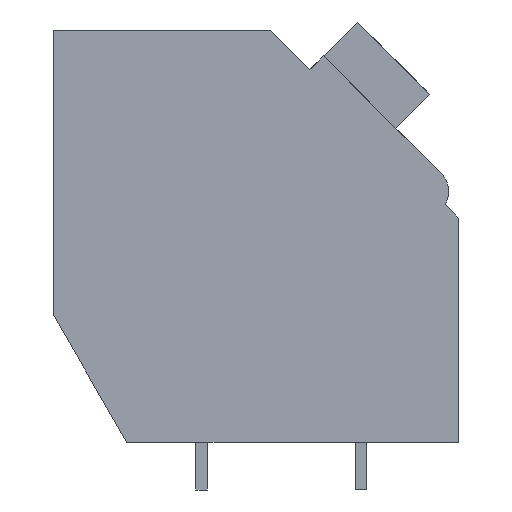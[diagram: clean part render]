
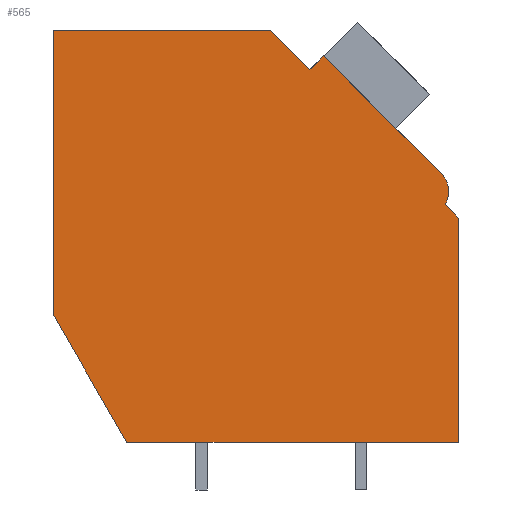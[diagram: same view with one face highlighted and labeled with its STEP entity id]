
A CAD part, left-side view. The second image highlights one B-rep face of the part: STEP entity #565.
In plain terms, the highlighted planar face has unit normal (-1, 0, 0).
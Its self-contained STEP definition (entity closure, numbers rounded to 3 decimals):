
#497=AXIS2_PLACEMENT_3D('Plane Axis2P3D',#494,#495,#496) ;
#508=AXIS2_PLACEMENT_3D('Circle Axis2P3D',#506,#507,$) ;
#49=CARTESIAN_POINT('Vertex',(0.,0.,1.5)) ;
#52=CARTESIAN_POINT('Line Origine',(0.,5.199,1.5)) ;
#56=CARTESIAN_POINT('Vertex',(0.,10.399,1.5)) ;
#135=CARTESIAN_POINT('Vertex',(0.,0.,8.518)) ;
#140=CARTESIAN_POINT('Line Origine',(0.,0.,5.009)) ;
#494=CARTESIAN_POINT('Axis2P3D Location',(0.,12.7,-2.)) ;
#499=CARTESIAN_POINT('Line Origine',(0.,0.212,8.731)) ;
#503=CARTESIAN_POINT('Vertex',(0.,0.424,8.943)) ;
#506=CARTESIAN_POINT('Axis2P3D Location',(0.,1.113,9.349)) ;
#510=CARTESIAN_POINT('Vertex',(0.,0.548,9.915)) ;
#513=CARTESIAN_POINT('Line Origine',(0.,2.391,11.758)) ;
#517=CARTESIAN_POINT('Vertex',(0.,4.234,13.601)) ;
#520=CARTESIAN_POINT('Line Origine',(0.,4.446,13.389)) ;
#524=CARTESIAN_POINT('Vertex',(0.,4.659,13.177)) ;
#527=CARTESIAN_POINT('Line Origine',(0.,5.27,13.788)) ;
#531=CARTESIAN_POINT('Vertex',(0.,5.882,14.4)) ;
#534=CARTESIAN_POINT('Line Origine',(0.,9.291,14.4)) ;
#538=CARTESIAN_POINT('Vertex',(0.,12.7,14.4)) ;
#541=CARTESIAN_POINT('Line Origine',(0.,12.7,9.943)) ;
#545=CARTESIAN_POINT('Vertex',(0.,12.7,5.485)) ;
#548=CARTESIAN_POINT('Line Origine',(0.,11.55,3.493)) ;
#53=DIRECTION('Vector Direction',(0.,-1.,0.)) ;
#141=DIRECTION('Vector Direction',(0.,0.,1.)) ;
#495=DIRECTION('Axis2P3D Direction',(-1.,0.,0.)) ;
#496=DIRECTION('Axis2P3D XDirection',(0.,-1.,0.)) ;
#500=DIRECTION('Vector Direction',(0.,0.707,0.707)) ;
#507=DIRECTION('Axis2P3D Direction',(-1.,0.,0.)) ;
#514=DIRECTION('Vector Direction',(0.,-0.707,-0.707)) ;
#521=DIRECTION('Vector Direction',(0.,-0.707,0.707)) ;
#528=DIRECTION('Vector Direction',(0.,0.707,0.707)) ;
#535=DIRECTION('Vector Direction',(0.,-1.,0.)) ;
#542=DIRECTION('Vector Direction',(0.,0.,-1.)) ;
#549=DIRECTION('Vector Direction',(0.,-0.5,-0.866)) ;
#54=VECTOR('Line Direction',#53,1.) ;
#142=VECTOR('Line Direction',#141,1.) ;
#501=VECTOR('Line Direction',#500,1.) ;
#515=VECTOR('Line Direction',#514,1.) ;
#522=VECTOR('Line Direction',#521,1.) ;
#529=VECTOR('Line Direction',#528,1.) ;
#536=VECTOR('Line Direction',#535,1.) ;
#543=VECTOR('Line Direction',#542,1.) ;
#550=VECTOR('Line Direction',#549,1.) ;
#554=ORIENTED_EDGE('',*,*,#58,.T.) ;
#555=ORIENTED_EDGE('',*,*,#144,.T.) ;
#556=ORIENTED_EDGE('',*,*,#505,.T.) ;
#557=ORIENTED_EDGE('',*,*,#512,.T.) ;
#558=ORIENTED_EDGE('',*,*,#519,.T.) ;
#559=ORIENTED_EDGE('',*,*,#526,.T.) ;
#560=ORIENTED_EDGE('',*,*,#533,.T.) ;
#561=ORIENTED_EDGE('',*,*,#540,.T.) ;
#562=ORIENTED_EDGE('',*,*,#547,.T.) ;
#563=ORIENTED_EDGE('',*,*,#552,.T.) ;
#565=ADVANCED_FACE('HOUSING',(#564),#498,.T.) ;
#509=CIRCLE('generated circle',#508,0.8) ;
#58=EDGE_CURVE('',#57,#50,#55,.T.) ;
#144=EDGE_CURVE('',#50,#136,#143,.T.) ;
#505=EDGE_CURVE('',#136,#504,#502,.T.) ;
#512=EDGE_CURVE('',#504,#511,#509,.T.) ;
#519=EDGE_CURVE('',#511,#518,#516,.F.) ;
#526=EDGE_CURVE('',#518,#525,#523,.F.) ;
#533=EDGE_CURVE('',#525,#532,#530,.T.) ;
#540=EDGE_CURVE('',#532,#539,#537,.F.) ;
#547=EDGE_CURVE('',#539,#546,#544,.T.) ;
#552=EDGE_CURVE('',#546,#57,#551,.T.) ;
#553=EDGE_LOOP('',(#554,#555,#556,#557,#558,#559,#560,#561,#562,#563)) ;
#564=FACE_OUTER_BOUND('',#553,.T.) ;
#55=LINE('Line',#52,#54) ;
#143=LINE('Line',#140,#142) ;
#502=LINE('Line',#499,#501) ;
#516=LINE('Line',#513,#515) ;
#523=LINE('Line',#520,#522) ;
#530=LINE('Line',#527,#529) ;
#537=LINE('Line',#534,#536) ;
#544=LINE('Line',#541,#543) ;
#551=LINE('Line',#548,#550) ;
#498=PLANE('',#497) ;
#50=VERTEX_POINT('',#49) ;
#57=VERTEX_POINT('',#56) ;
#136=VERTEX_POINT('',#135) ;
#504=VERTEX_POINT('',#503) ;
#511=VERTEX_POINT('',#510) ;
#518=VERTEX_POINT('',#517) ;
#525=VERTEX_POINT('',#524) ;
#532=VERTEX_POINT('',#531) ;
#539=VERTEX_POINT('',#538) ;
#546=VERTEX_POINT('',#545) ;
